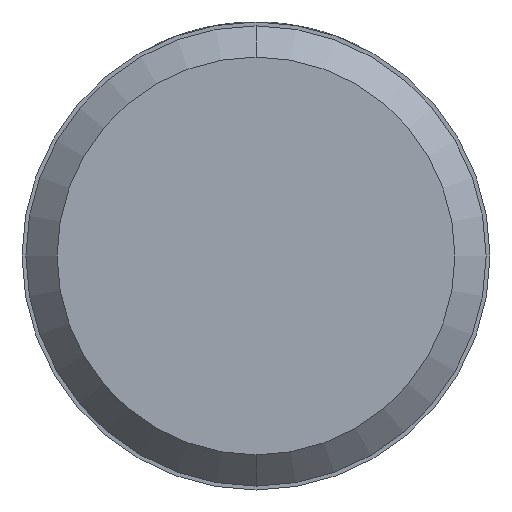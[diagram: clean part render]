
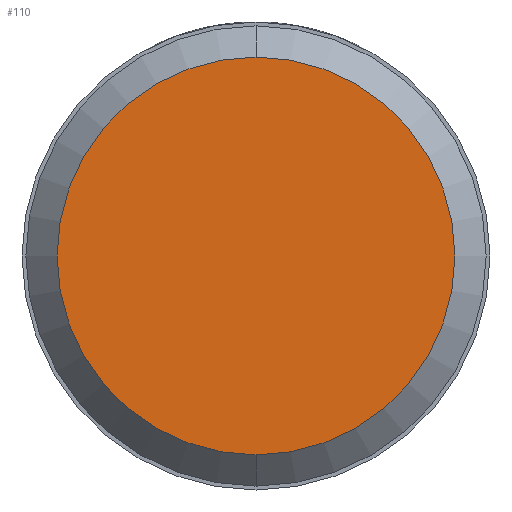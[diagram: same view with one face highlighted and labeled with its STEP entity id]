
A CAD part, front view. The second image highlights one B-rep face of the part: STEP entity #110.
In plain terms, the highlighted planar face has unit normal (0, -1, 0).
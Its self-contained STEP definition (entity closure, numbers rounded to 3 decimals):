
#110 = ADVANCED_FACE ( 'NONE', ( #1491 ), #1170, .F. ) ;
#146 = VERTEX_POINT ( 'NONE', #954 ) ;
#397 = DIRECTION ( 'NONE',  ( 0., -1., 0. ) ) ;
#602 = ORIENTED_EDGE ( 'NONE', *, *, #1106, .T. ) ;
#710 = AXIS2_PLACEMENT_3D ( 'NONE', #994, #397, #1958 ) ;
#792 = EDGE_LOOP ( 'NONE', ( #2003, #602 ) ) ;
#954 = CARTESIAN_POINT ( 'NONE',  ( 0., 0., 12.75 ) ) ;
#957 = VERTEX_POINT ( 'NONE', #2278 ) ;
#994 = CARTESIAN_POINT ( 'NONE',  ( 0., 0., 0. ) ) ;
#1106 = EDGE_CURVE ( 'NONE', #957, #146, #1896, .T. ) ;
#1161 = AXIS2_PLACEMENT_3D ( 'NONE', #2019, #1606, #1218 ) ;
#1170 = PLANE ( 'NONE',  #2120 ) ;
#1218 = DIRECTION ( 'NONE',  ( 0., 0., 1. ) ) ;
#1395 = DIRECTION ( 'NONE',  ( 0., 1., 0. ) ) ;
#1443 = CIRCLE ( 'NONE', #1161, 12.75 ) ;
#1491 = FACE_OUTER_BOUND ( 'NONE', #792, .T. ) ;
#1574 = CARTESIAN_POINT ( 'NONE',  ( 0., 0., 0. ) ) ;
#1606 = DIRECTION ( 'NONE',  ( 0., -1., 0. ) ) ;
#1781 = DIRECTION ( 'NONE',  ( 0., 0., 1. ) ) ;
#1896 = CIRCLE ( 'NONE', #710, 12.75 ) ;
#1958 = DIRECTION ( 'NONE',  ( 0., 0., 1. ) ) ;
#2003 = ORIENTED_EDGE ( 'NONE', *, *, #2285, .T. ) ;
#2019 = CARTESIAN_POINT ( 'NONE',  ( 0., 0., 0. ) ) ;
#2120 = AXIS2_PLACEMENT_3D ( 'NONE', #1574, #1395, #1781 ) ;
#2278 = CARTESIAN_POINT ( 'NONE',  ( 0., 0., -12.75 ) ) ;
#2285 = EDGE_CURVE ( 'NONE', #146, #957, #1443, .T. ) ;
